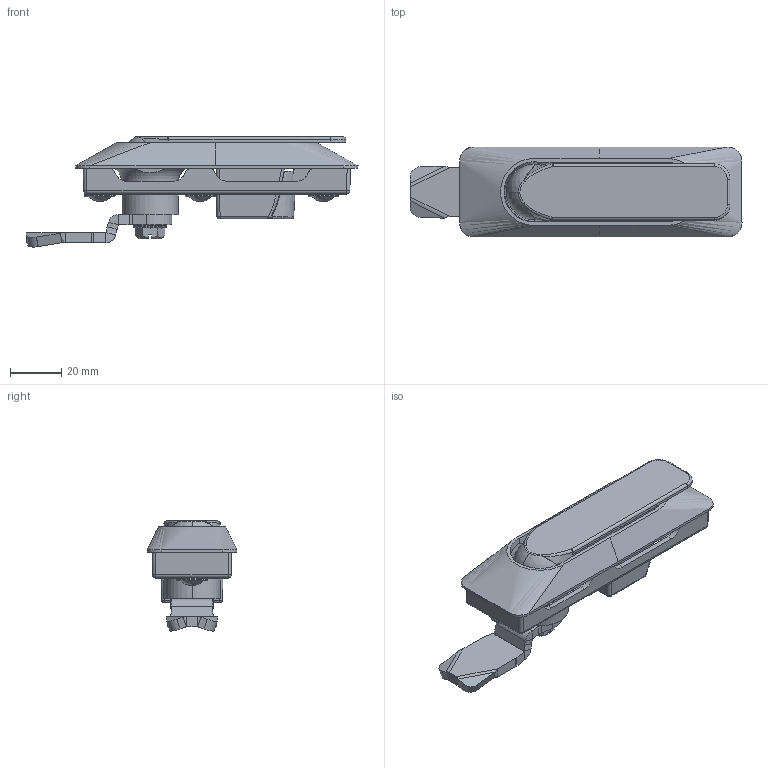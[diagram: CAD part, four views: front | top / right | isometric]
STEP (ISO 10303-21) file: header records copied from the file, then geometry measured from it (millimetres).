
FILE_DESCRIPTION (( 'STEP AP203' ), '1' );
FILE_NAME ('KI07.00.64.STEP', '2022-03-25T07:53:03', ( '' ), ( '' ), 'SwSTEP 2.0', 'SolidWorks 2021', '' );
FILE_SCHEMA (( 'CONFIG_CONTROL_DESIGN' ));
Length unit declared in the file: millimetre
Products named in the file (1): KI07.00.64
Bounding box: 129.31 x 35 x 42.87 mm (x, y, z)
Surface area: 24804.4 mm2 (no closed solid volume)
Topology: 0 solids, 12 shells, 395 faces, 1287 edges, 889 vertices
Faces by surface type: plane 148, cylinder 103, bspline 63, torus 56, cone 13, sphere 12
Entity records: 21040 total; most frequent: CARTESIAN_POINT 10833, ORIENTED_EDGE 2131, DIRECTION 1878, EDGE_CURVE 1284, VERTEX_POINT 887, AXIS2_PLACEMENT_3D 705, LINE 468, VECTOR 468
